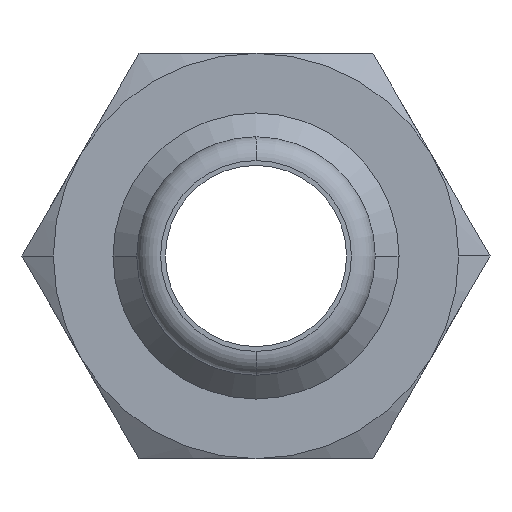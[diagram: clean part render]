
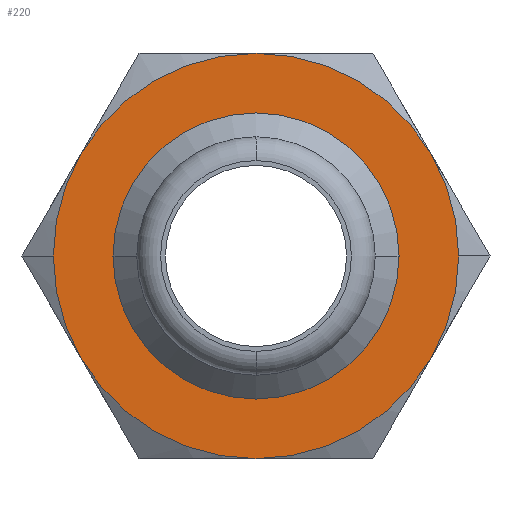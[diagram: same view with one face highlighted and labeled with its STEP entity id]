
A CAD part, front view. The second image highlights one B-rep face of the part: STEP entity #220.
In plain terms, the highlighted planar face has unit normal (0, -1, 0).
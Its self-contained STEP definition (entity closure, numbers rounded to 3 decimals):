
#220=ADVANCED_FACE('',(#451,#452),#453,.T.);
#451=FACE_OUTER_BOUND('',#686,.T.);
#452=FACE_BOUND('',#687,.T.);
#453=PLANE('',#688);
#686=EDGE_LOOP('',(#1229,#1230,#1231,#1232,#1233,#1234,#1235,#1236));
#687=EDGE_LOOP('',(#1237,#1238));
#688=AXIS2_PLACEMENT_3D('',#1239,#1240,#1241);
#1229=ORIENTED_EDGE('',*,*,#1366,.F.);
#1230=ORIENTED_EDGE('',*,*,#1558,.F.);
#1231=ORIENTED_EDGE('',*,*,#1548,.F.);
#1232=ORIENTED_EDGE('',*,*,#1477,.F.);
#1233=ORIENTED_EDGE('',*,*,#1457,.F.);
#1234=ORIENTED_EDGE('',*,*,#1507,.F.);
#1235=ORIENTED_EDGE('',*,*,#1415,.F.);
#1236=ORIENTED_EDGE('',*,*,#1435,.F.);
#1237=ORIENTED_EDGE('',*,*,#1429,.F.);
#1238=ORIENTED_EDGE('',*,*,#1544,.F.);
#1239=CARTESIAN_POINT('',(4.25,20.0,0.0));
#1240=DIRECTION('',(-0.0,-1.0,-0.0));
#1241=DIRECTION('',(-1.0,0.0,0.0));
#1366=EDGE_CURVE('',#1617,#1614,#1619,.T.);
#1415=EDGE_CURVE('',#1699,#1696,#1701,.T.);
#1429=EDGE_CURVE('',#1722,#1718,#1724,.T.);
#1435=EDGE_CURVE('',#1614,#1699,#1733,.T.);
#1457=EDGE_CURVE('',#1763,#1761,#1765,.T.);
#1477=EDGE_CURVE('',#1761,#1646,#1790,.T.);
#1507=EDGE_CURVE('',#1696,#1763,#1826,.T.);
#1544=EDGE_CURVE('',#1718,#1722,#1867,.T.);
#1548=EDGE_CURVE('',#1646,#1871,#1872,.T.);
#1558=EDGE_CURVE('',#1871,#1617,#1882,.T.);
#1614=VERTEX_POINT('',#1964);
#1617=VERTEX_POINT('',#1968);
#1619=CIRCLE('',#1981,8.5);
#1646=VERTEX_POINT('',#2076);
#1696=VERTEX_POINT('',#2167);
#1699=VERTEX_POINT('',#2181);
#1701=CIRCLE('',#2194,8.5);
#1718=VERTEX_POINT('',#2215);
#1722=VERTEX_POINT('',#2220);
#1724=CIRCLE('',#2223,6.0);
#1733=CIRCLE('',#2254,8.5);
#1761=VERTEX_POINT('',#2363);
#1763=VERTEX_POINT('',#2366);
#1765=CIRCLE('',#2379,8.5);
#1790=CIRCLE('',#2463,8.5);
#1826=CIRCLE('',#2584,8.5);
#1867=CIRCLE('',#2728,6.0);
#1871=VERTEX_POINT('',#2732);
#1872=CIRCLE('',#2733,8.5);
#1882=CIRCLE('',#2765,8.5);
#1964=CARTESIAN_POINT('',(8.5,20.0,0.));
#1968=CARTESIAN_POINT('',(7.361,20.0,4.25));
#1981=AXIS2_PLACEMENT_3D('',#2835,#2836,#2837);
#2076=CARTESIAN_POINT('',(-7.361,20.0,4.25));
#2167=CARTESIAN_POINT('',(0.0,20.0,-8.5));
#2181=CARTESIAN_POINT('',(7.361,20.0,-4.25));
#2194=AXIS2_PLACEMENT_3D('',#2896,#2897,#2898);
#2215=CARTESIAN_POINT('',(6.0,20.0,0.));
#2220=CARTESIAN_POINT('',(-6.0,20.0,0.));
#2223=AXIS2_PLACEMENT_3D('',#2917,#2918,#2919);
#2254=AXIS2_PLACEMENT_3D('',#2923,#2924,#2925);
#2363=CARTESIAN_POINT('',(-8.5,20.0,0.));
#2366=CARTESIAN_POINT('',(-7.361,20.0,-4.25));
#2379=AXIS2_PLACEMENT_3D('',#2940,#2941,#2942);
#2463=AXIS2_PLACEMENT_3D('',#2959,#2960,#2961);
#2584=AXIS2_PLACEMENT_3D('',#2988,#2989,#2990);
#2728=AXIS2_PLACEMENT_3D('',#3022,#3023,#3024);
#2732=CARTESIAN_POINT('',(0.,20.0,8.5));
#2733=AXIS2_PLACEMENT_3D('',#3028,#3029,#3030);
#2765=AXIS2_PLACEMENT_3D('',#3037,#3038,#3039);
#2835=CARTESIAN_POINT('',(0.0,20.0,0.0));
#2836=DIRECTION('',(-0.0,1.0,0.0));
#2837=DIRECTION('',(1.0,0.0,0.0));
#2896=CARTESIAN_POINT('',(0.0,20.0,0.0));
#2897=DIRECTION('',(-0.0,1.0,0.0));
#2898=DIRECTION('',(1.0,0.0,0.0));
#2917=CARTESIAN_POINT('',(0.0,20.0,0.0));
#2918=DIRECTION('',(0.0,-1.0,0.0));
#2919=DIRECTION('',(1.0,0.0,0.0));
#2923=CARTESIAN_POINT('',(0.0,20.0,0.0));
#2924=DIRECTION('',(-0.0,1.0,0.0));
#2925=DIRECTION('',(1.0,0.0,0.0));
#2940=CARTESIAN_POINT('',(0.0,20.0,0.0));
#2941=DIRECTION('',(-0.0,1.0,0.0));
#2942=DIRECTION('',(1.0,0.0,0.0));
#2959=CARTESIAN_POINT('',(0.0,20.0,0.0));
#2960=DIRECTION('',(-0.0,1.0,0.0));
#2961=DIRECTION('',(1.0,0.0,0.0));
#2988=CARTESIAN_POINT('',(0.0,20.0,0.0));
#2989=DIRECTION('',(-0.0,1.0,0.0));
#2990=DIRECTION('',(1.0,0.0,0.0));
#3022=CARTESIAN_POINT('',(0.0,20.0,0.0));
#3023=DIRECTION('',(0.0,-1.0,0.0));
#3024=DIRECTION('',(1.0,0.0,0.0));
#3028=CARTESIAN_POINT('',(0.0,20.0,0.0));
#3029=DIRECTION('',(-0.0,1.0,0.0));
#3030=DIRECTION('',(1.0,0.0,0.0));
#3037=CARTESIAN_POINT('',(0.0,20.0,0.0));
#3038=DIRECTION('',(-0.0,1.0,0.0));
#3039=DIRECTION('',(1.0,0.0,0.0));
